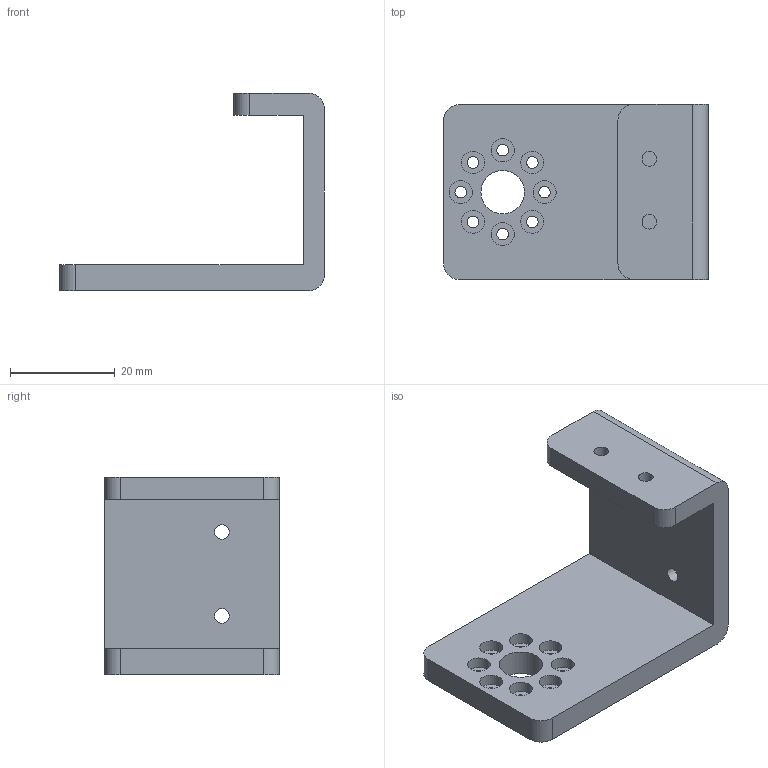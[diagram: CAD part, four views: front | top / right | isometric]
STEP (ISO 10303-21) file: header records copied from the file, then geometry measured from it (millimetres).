
FILE_DESCRIPTION(/* description */ ('Unknown'),/* implementation_level */ '2;1');
FILE_NAME(/* name */ 'neck_pitch_mounter',/* time_stamp */ '2017-12-12T19:10:54-05:00',/* author */ ('Unknown'),/* organization */ ('Unknown'),/* preprocessor_version */ 'ST-DEVELOPER v16.7',/* originating_system */ 'DEX',/* authorisation */ $);
FILE_SCHEMA (('AUTOMOTIVE_DESIGN {1 0 10303 214 3 1 1}'));
Length unit declared in the file: millimetre
Products named in the file (1): neck_pitch_mounter
Bounding box: 50.5 x 33.4 x 37.7 mm (x, y, z)
Volume: 13772.1 mm3; surface area: 7976.3 mm2
Topology: 1 solids, 1 shells, 45 faces, 108 edges, 73 vertices
Faces by surface type: cylinder 27, plane 18
Full cylindrical faces by diameter (mm): 2.2 x8, 2.8 x4, 4.4 x8, 8.3 x1
Entity records: 1292 total; most frequent: DIRECTION 230, CARTESIAN_POINT 200, ORIENTED_EDGE 168, EDGE_LOOP 100, FACE_BOUND 100, AXIS2_PLACEMENT_3D 100, EDGE_CURVE 84, VERTEX_POINT 70
